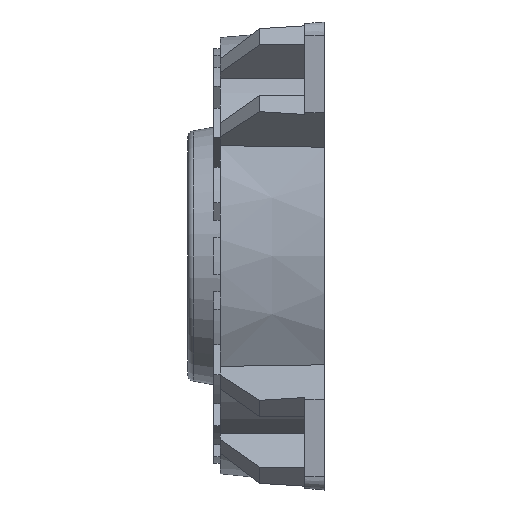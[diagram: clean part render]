
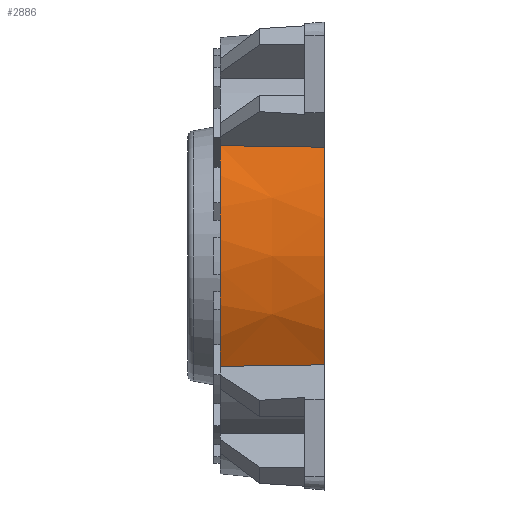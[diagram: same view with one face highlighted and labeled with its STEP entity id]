
A CAD part, left-side view. The second image highlights one B-rep face of the part: STEP entity #2886.
In plain terms, the highlighted conical face has half-angle 5 degrees and reference radius 175 mm.
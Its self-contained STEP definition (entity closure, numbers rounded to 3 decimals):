
#322 = CARTESIAN_POINT ( 'NONE',  ( 0., 0., 0. ) ) ;
#395 = CARTESIAN_POINT ( 'NONE',  ( -147.905, 53.335, 84.504 ) ) ;
#413 = DIRECTION ( 'NONE',  ( 0., 0., 1. ) ) ;
#429 = CARTESIAN_POINT ( 'NONE',  ( -147.905, 53.335, -84.504 ) ) ;
#475 = CARTESIAN_POINT ( 'NONE',  ( -153.691, 0., -83.691 ) ) ;
#517 = CIRCLE ( 'NONE', #4828, 175. ) ;
#534 = ORIENTED_EDGE ( 'NONE', *, *, #1316, .T. ) ;
#725 = CONICAL_SURFACE ( 'NONE', #4755, 175., 0.087 ) ;
#747 = DIRECTION ( 'NONE',  ( 0., 0., 1. ) ) ;
#829 = DIRECTION ( 'NONE',  ( 0., -1., 0. ) ) ;
#859 = CARTESIAN_POINT ( 'NONE',  ( -153.691, 0., -83.691 ) ) ;
#1305 = VERTEX_POINT ( 'NONE', #3229 ) ;
#1316 = EDGE_CURVE ( 'NONE', #4420, #1305, #517, .T. ) ;
#1329 = EDGE_LOOP ( 'NONE', ( #534, #2582, #5249, #1409 ) ) ;
#1336 = VERTEX_POINT ( 'NONE', #3670 ) ;
#1396 = DIRECTION ( 'NONE',  ( 0., 1., 0. ) ) ;
#1409 = ORIENTED_EDGE ( 'NONE', *, *, #5195, .T. ) ;
#1966 = FACE_OUTER_BOUND ( 'NONE', #1329, .T. ) ;
#2065 = CARTESIAN_POINT ( 'NONE',  ( -153.691, 0., 83.691 ) ) ;
#2217 = EDGE_CURVE ( 'NONE', #3655, #1336, #4256, .T. ) ;
#2493 = B_SPLINE_CURVE_WITH_KNOTS ( 'NONE', 3,
 ( #3318, #395, #4591, #2065 ),
 .UNSPECIFIED., .F., .F.,
 ( 4, 4 ),
 ( 0., 0.08 ),
 .UNSPECIFIED. ) ;
#2582 = ORIENTED_EDGE ( 'NONE', *, *, #2876, .F. ) ;
#2653 = CARTESIAN_POINT ( 'NONE',  ( -144.982, 80., -84.88 ) ) ;
#2876 = EDGE_CURVE ( 'NONE', #1336, #1305, #2493, .T. ) ;
#2886 = ADVANCED_FACE ( 'NONE', ( #1966 ), #725, .T. ) ;
#3229 = CARTESIAN_POINT ( 'NONE',  ( -153.691, 0., 83.691 ) ) ;
#3244 = DIRECTION ( 'NONE',  ( 0., 1., 0. ) ) ;
#3318 = CARTESIAN_POINT ( 'NONE',  ( -144.982, 80., 84.88 ) ) ;
#3341 = CARTESIAN_POINT ( 'NONE',  ( 0., 0., 0. ) ) ;
#3360 = CARTESIAN_POINT ( 'NONE',  ( -150.807, 26.669, -84.107 ) ) ;
#3655 = VERTEX_POINT ( 'NONE', #4785 ) ;
#3670 = CARTESIAN_POINT ( 'NONE',  ( -144.982, 80., 84.88 ) ) ;
#3886 = CARTESIAN_POINT ( 'NONE',  ( 0., 80., 0. ) ) ;
#4256 = CIRCLE ( 'NONE', #5380, 168.001 ) ;
#4318 = DIRECTION ( 'NONE',  ( 0., 0., -1. ) ) ;
#4420 = VERTEX_POINT ( 'NONE', #475 ) ;
#4591 = CARTESIAN_POINT ( 'NONE',  ( -150.807, 26.669, 84.107 ) ) ;
#4755 = AXIS2_PLACEMENT_3D ( 'NONE', #3341, #829, #413 ) ;
#4785 = CARTESIAN_POINT ( 'NONE',  ( -144.982, 80., -84.88 ) ) ;
#4828 = AXIS2_PLACEMENT_3D ( 'NONE', #322, #3244, #747 ) ;
#5033 = B_SPLINE_CURVE_WITH_KNOTS ( 'NONE', 3,
 ( #2653, #429, #3360, #859 ),
 .UNSPECIFIED., .F., .F.,
 ( 4, 4 ),
 ( 0., 0.08 ),
 .UNSPECIFIED. ) ;
#5195 = EDGE_CURVE ( 'NONE', #3655, #4420, #5033, .T. ) ;
#5249 = ORIENTED_EDGE ( 'NONE', *, *, #2217, .F. ) ;
#5380 = AXIS2_PLACEMENT_3D ( 'NONE', #3886, #1396, #4318 ) ;
